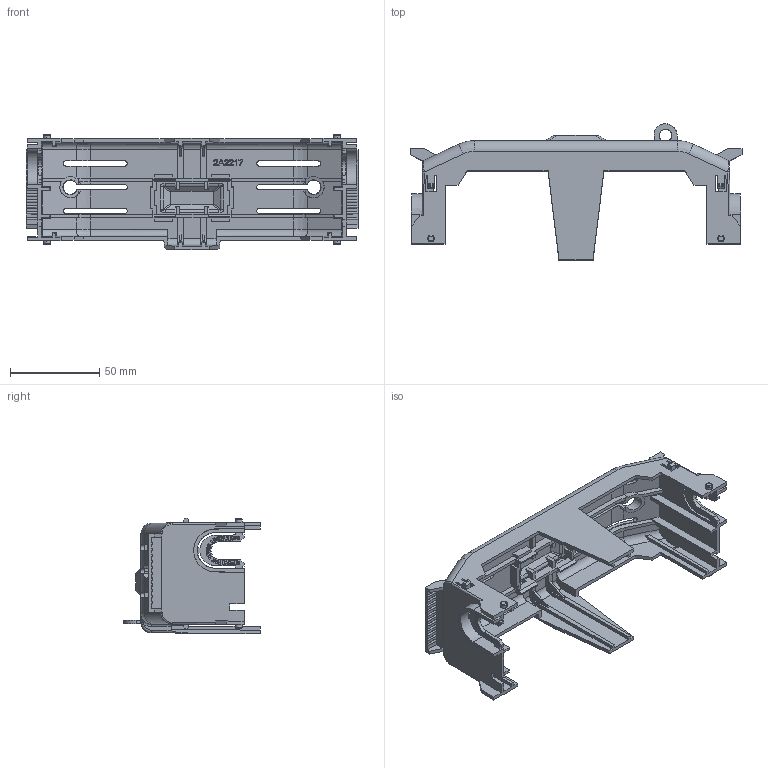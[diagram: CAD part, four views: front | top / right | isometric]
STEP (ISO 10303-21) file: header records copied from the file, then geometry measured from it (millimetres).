
FILE_DESCRIPTION (( 'STEP AP214' ), '1' );
FILE_NAME ('bus-cd-cvr-J-60200.STEP', '2012-05-21T19:46:15', ( '' ), ( '' ), 'SwSTEP 2.0', 'SolidWorks 2010', '' );
FILE_SCHEMA (( 'AUTOMOTIVE_DESIGN' ));
Length unit declared in the file: millimetre
Products named in the file (1): bus-cd-cvr-J-60200
Bounding box: 186.44 x 76.55 x 64.85 mm (x, y, z)
Volume: 57253.4 mm3; surface area: 61861.2 mm2
Topology: 1 solids, 1 shells, 1408 faces, 3926 edges, 2572 vertices
Faces by surface type: plane 920, bspline 289, cylinder 113, cone 86
Entity records: 58034 total; most frequent: CARTESIAN_POINT 24423, ORIENTED_EDGE 7848, DIRECTION 5570, EDGE_CURVE 3924, LINE 2910, VECTOR 2910, VERTEX_POINT 2572, EDGE_LOOP 1500
